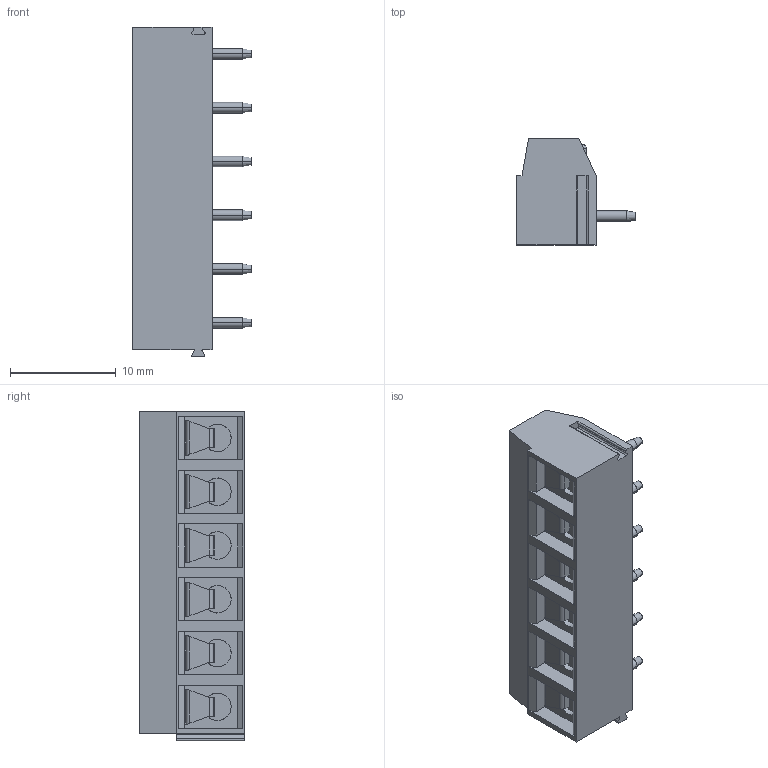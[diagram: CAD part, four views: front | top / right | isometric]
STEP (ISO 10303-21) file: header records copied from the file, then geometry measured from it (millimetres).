
FILE_DESCRIPTION((''),'2;1');
FILE_NAME('TL301R','2024-12-11T',('yanfa'),(''),'PRO/ENGINEER BY PARAMETRIC TECHNOLOGY CORPORATION, 2009280','PRO/ENGINEER BY PARAMETRIC TECHNOLOGY CORPORATION, 2009280','');
FILE_SCHEMA(('AUTOMOTIVE_DESIGN_CC2 { 1 2 10303 214 -1 1 5 2 }'));
Length unit declared in the file: millimetre
Products named in the file (1): TL301R
Bounding box: 11.2 x 10 x 31.16 mm (x, y, z)
Volume: 1757.7 mm3; surface area: 1933.4 mm2
Topology: 1 solids, 1 shells, 383 faces, 984 edges, 627 vertices
Faces by surface type: plane 204, cylinder 121, cone 36, torus 12, sphere 10
Entity records: 12114 total; most frequent: CARTESIAN_POINT 2698, DIRECTION 1961, ORIENTED_EDGE 1948, EDGE_CURVE 974, AXIS2_PLACEMENT_3D 681, VERTEX_POINT 627, VECTOR 599, LINE 599
